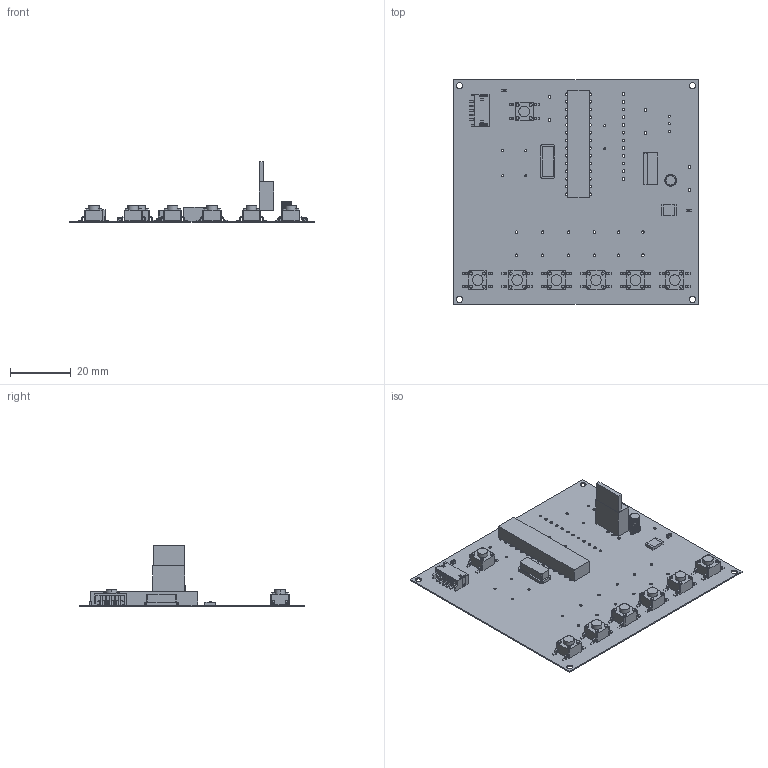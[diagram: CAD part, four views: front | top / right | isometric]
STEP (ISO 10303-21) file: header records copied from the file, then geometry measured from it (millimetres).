
FILE_DESCRIPTION(('Open CASCADE Model'),'2;1');
FILE_NAME('Open CASCADE Shape Model','2021-05-30T11:21:32',('Author'),( 'Open CASCADE'),'Open CASCADE STEP processor 6.8','Open CASCADE 6.8' ,'Unknown');
FILE_SCHEMA(('AUTOMOTIVE_DESIGN { 1 0 10303 214 1 1 1 1 }'));
Length unit declared in the file: millimetre
Products named in the file (1): PCB
Bounding box: 80.64 x 74.17 x 20.11 mm (x, y, z)
Volume: 5412.3 mm3; surface area: 15898.1 mm2
Topology: 47 solids, 334 shells, 1492 faces, 4588 edges, 3510 vertices
Faces by surface type: plane 985, cylinder 424, bspline 41, sphere 32, torus 10
Full cylindrical faces by diameter (mm): 0.5 x5, 0.7 x11, 0.85 x18, 0.9 x42, 1.1 x3, 2 x4
Entity records: 56345 total; most frequent: CARTESIAN_POINT 12358, DIRECTION 8340, ORIENTED_EDGE 7626, EDGE_CURVE 4568, VERTEX_POINT 3510, LINE 3504, VECTOR 3504, AXIS2_PLACEMENT_3D 2418
